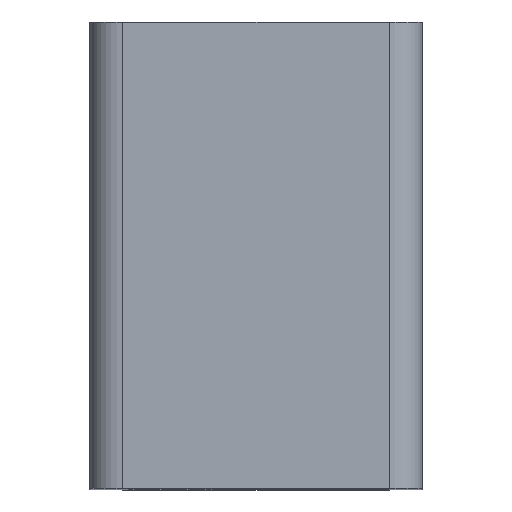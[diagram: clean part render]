
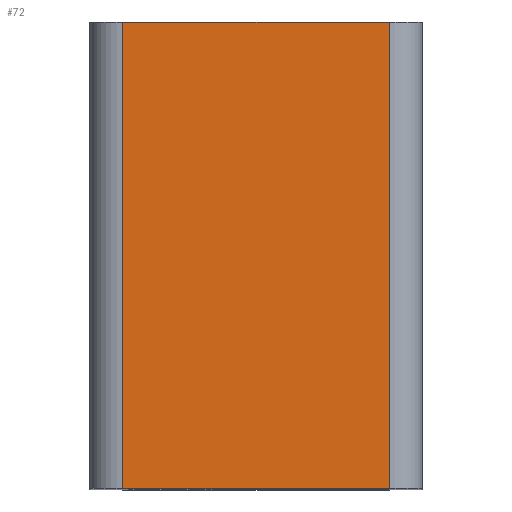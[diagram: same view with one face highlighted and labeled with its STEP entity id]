
A CAD part, top view. The second image highlights one B-rep face of the part: STEP entity #72.
In plain terms, the highlighted planar face has unit normal (0, 0, 1).
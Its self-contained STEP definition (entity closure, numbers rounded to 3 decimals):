
#72=ADVANCED_FACE('',(#291),#293,.T.);
#291=FACE_OUTER_BOUND('',#292,.T.);
#292=EDGE_LOOP('',(#882,#883,#884,#885));
#293=PLANE('',#294);
#294=AXIS2_PLACEMENT_3D('',#295,#296,#297);
#295=CARTESIAN_POINT('',(-19.272,-18.756,30.028));
#296=DIRECTION('',(0.,0.,1.));
#297=DIRECTION('',(1.,0.,0.));
#882=ORIENTED_EDGE('',*,*,#1278,.T.);
#883=ORIENTED_EDGE('',*,*,#1303,.T.);
#884=ORIENTED_EDGE('',*,*,#1287,.F.);
#885=ORIENTED_EDGE('',*,*,#1280,.F.);
#1278=EDGE_CURVE('',#1565,#1563,#1566,.T.);
#1280=EDGE_CURVE('',#1565,#1568,#1569,.T.);
#1287=EDGE_CURVE('',#1568,#1581,#1582,.T.);
#1303=EDGE_CURVE('',#1563,#1581,#1606,.T.);
#1563=VERTEX_POINT('',#2049);
#1565=VERTEX_POINT('',#2054);
#1566=LINE('',#2055,#2056);
#1568=VERTEX_POINT('',#2062);
#1569=LINE('',#2063,#2064);
#1581=VERTEX_POINT('',#2091);
#1582=LINE('',#2092,#2093);
#1606=LINE('',#2154,#2155);
#2049=CARTESIAN_POINT('',(-3.272,-18.756,30.028));
#2054=CARTESIAN_POINT('',(-19.272,-18.756,30.028));
#2055=CARTESIAN_POINT('',(-19.272,-18.756,30.028));
#2056=VECTOR('',#2057,1.);
#2057=DIRECTION('',(1.,0.,0.));
#2062=CARTESIAN_POINT('',(-19.272,9.244,30.028));
#2063=CARTESIAN_POINT('',(-19.272,-18.756,30.028));
#2064=VECTOR('',#2065,1.);
#2065=DIRECTION('',(0.,1.,0.));
#2091=CARTESIAN_POINT('',(-3.272,9.244,30.028));
#2092=CARTESIAN_POINT('',(-19.272,9.244,30.028));
#2093=VECTOR('',#2094,1.);
#2094=DIRECTION('',(1.,0.,0.));
#2154=CARTESIAN_POINT('',(-3.272,-18.756,30.028));
#2155=VECTOR('',#2156,1.);
#2156=DIRECTION('',(0.,1.,0.));
